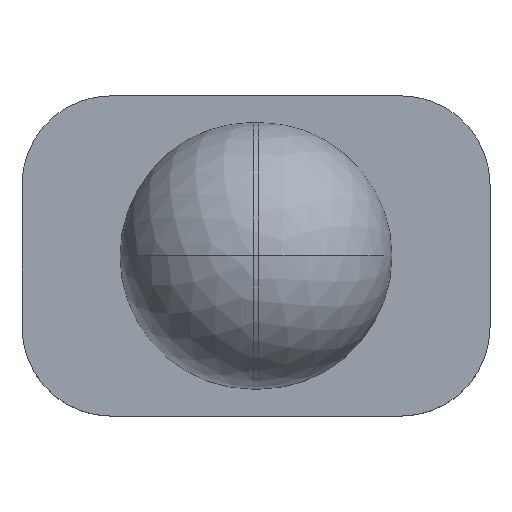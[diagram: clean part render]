
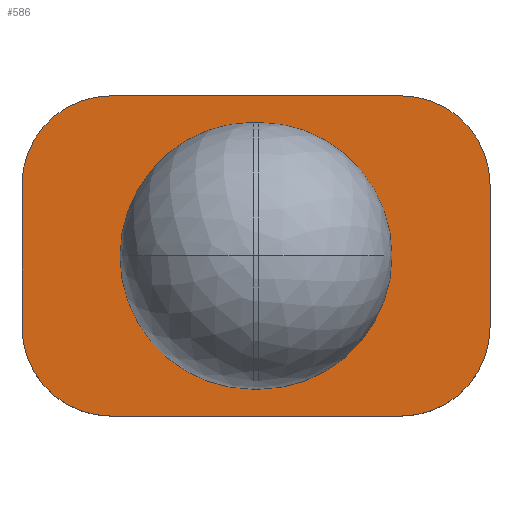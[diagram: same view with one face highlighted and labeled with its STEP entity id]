
A CAD part, top view. The second image highlights one B-rep face of the part: STEP entity #586.
In plain terms, the highlighted planar face has unit normal (0, 0, 1).
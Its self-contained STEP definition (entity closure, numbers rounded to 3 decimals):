
#20=FACE_BOUND('',#130,.T.);
#21=CIRCLE('',#595,2.);
#26=CIRCLE('',#603,2.);
#27=CIRCLE('',#605,2.);
#28=CIRCLE('',#608,2.);
#41=CIRCLE('',#630,3.);
#42=CIRCLE('',#633,3.);
#43=CIRCLE('',#637,3.);
#44=CIRCLE('',#640,3.);
#92=FACE_OUTER_BOUND('',#129,.T.);
#129=EDGE_LOOP('',(#515,#516,#517,#518,#519,#520,#521,#522));
#130=EDGE_LOOP('',(#523,#524,#525,#526,#527,#528,#529,#530));
#153=LINE('',#886,#209);
#159=LINE('',#901,#215);
#172=LINE('',#955,#228);
#175=LINE('',#963,#231);
#178=LINE('',#973,#234);
#180=LINE('',#978,#236);
#185=LINE('',#988,#241);
#186=LINE('',#990,#242);
#209=VECTOR('',#699,10.);
#215=VECTOR('',#715,10.);
#228=VECTOR('',#778,10.);
#231=VECTOR('',#787,10.);
#234=VECTOR('',#798,10.);
#236=VECTOR('',#806,10.);
#241=VECTOR('',#821,10.);
#242=VECTOR('',#824,10.);
#251=VERTEX_POINT('',#854);
#252=VERTEX_POINT('',#855);
#265=VERTEX_POINT('',#885);
#266=VERTEX_POINT('',#889);
#267=VERTEX_POINT('',#893);
#268=VERTEX_POINT('',#894);
#269=VERTEX_POINT('',#899);
#270=VERTEX_POINT('',#903);
#283=VERTEX_POINT('',#947);
#284=VERTEX_POINT('',#949);
#285=VERTEX_POINT('',#953);
#286=VERTEX_POINT('',#957);
#287=VERTEX_POINT('',#961);
#288=VERTEX_POINT('',#966);
#289=VERTEX_POINT('',#968);
#290=VERTEX_POINT('',#972);
#303=EDGE_CURVE('',#251,#252,#21,.T.);
#318=EDGE_CURVE('',#265,#252,#153,.T.);
#320=EDGE_CURVE('',#265,#266,#26,.T.);
#322=EDGE_CURVE('',#267,#268,#27,.T.);
#326=EDGE_CURVE('',#267,#269,#159,.T.);
#327=EDGE_CURVE('',#270,#269,#28,.T.);
#350=EDGE_CURVE('',#283,#284,#41,.F.);
#353=EDGE_CURVE('',#283,#285,#172,.T.);
#355=EDGE_CURVE('',#286,#285,#42,.F.);
#357=EDGE_CURVE('',#286,#287,#175,.T.);
#359=EDGE_CURVE('',#288,#289,#43,.F.);
#361=EDGE_CURVE('',#290,#289,#178,.T.);
#363=EDGE_CURVE('',#290,#287,#44,.F.);
#364=EDGE_CURVE('',#288,#284,#180,.T.);
#369=EDGE_CURVE('',#270,#266,#185,.T.);
#370=EDGE_CURVE('',#251,#268,#186,.T.);
#515=ORIENTED_EDGE('',*,*,#303,.F.);
#516=ORIENTED_EDGE('',*,*,#370,.T.);
#517=ORIENTED_EDGE('',*,*,#322,.F.);
#518=ORIENTED_EDGE('',*,*,#326,.T.);
#519=ORIENTED_EDGE('',*,*,#327,.F.);
#520=ORIENTED_EDGE('',*,*,#369,.T.);
#521=ORIENTED_EDGE('',*,*,#320,.F.);
#522=ORIENTED_EDGE('',*,*,#318,.T.);
#523=ORIENTED_EDGE('',*,*,#361,.T.);
#524=ORIENTED_EDGE('',*,*,#359,.F.);
#525=ORIENTED_EDGE('',*,*,#364,.T.);
#526=ORIENTED_EDGE('',*,*,#350,.F.);
#527=ORIENTED_EDGE('',*,*,#353,.T.);
#528=ORIENTED_EDGE('',*,*,#355,.F.);
#529=ORIENTED_EDGE('',*,*,#357,.T.);
#530=ORIENTED_EDGE('',*,*,#363,.F.);
#550=PLANE('',#648);
#586=ADVANCED_FACE('',(#92,#20),#550,.T.);
#595=AXIS2_PLACEMENT_3D('',#856,#675,#676);
#603=AXIS2_PLACEMENT_3D('',#890,#703,#704);
#605=AXIS2_PLACEMENT_3D('',#895,#708,#709);
#608=AXIS2_PLACEMENT_3D('',#904,#718,#719);
#630=AXIS2_PLACEMENT_3D('',#950,#772,#773);
#633=AXIS2_PLACEMENT_3D('',#959,#782,#783);
#637=AXIS2_PLACEMENT_3D('',#969,#793,#794);
#640=AXIS2_PLACEMENT_3D('',#976,#802,#803);
#648=AXIS2_PLACEMENT_3D('',#991,#825,#826);
#675=DIRECTION('center_axis',(0.,0.,-1.));
#676=DIRECTION('ref_axis',(0.707,0.707,0.));
#699=DIRECTION('',(0.,1.,0.));
#703=DIRECTION('center_axis',(0.,0.,-1.));
#704=DIRECTION('ref_axis',(0.707,-0.707,0.));
#708=DIRECTION('center_axis',(0.,0.,-1.));
#709=DIRECTION('ref_axis',(-0.707,0.707,0.));
#715=DIRECTION('',(0.,-1.,0.));
#718=DIRECTION('center_axis',(0.,0.,-1.));
#719=DIRECTION('ref_axis',(-0.707,-0.707,0.));
#772=DIRECTION('center_axis',(0.,0.,-1.));
#773=DIRECTION('ref_axis',(0.707,0.707,0.));
#778=DIRECTION('',(0.,-1.,0.));
#782=DIRECTION('center_axis',(0.,0.,-1.));
#783=DIRECTION('ref_axis',(0.707,-0.707,0.));
#787=DIRECTION('',(-1.,0.,0.));
#793=DIRECTION('center_axis',(0.,0.,-1.));
#794=DIRECTION('ref_axis',(-0.707,0.707,0.));
#798=DIRECTION('',(0.,1.,0.));
#802=DIRECTION('center_axis',(0.,0.,-1.));
#803=DIRECTION('ref_axis',(-0.707,-0.707,0.));
#806=DIRECTION('',(1.,0.,0.));
#821=DIRECTION('',(1.,0.,0.));
#824=DIRECTION('',(-1.,0.,0.));
#825=DIRECTION('center_axis',(0.,0.,1.));
#826=DIRECTION('ref_axis',(1.,0.,0.));
#854=CARTESIAN_POINT('',(32.233,50.192,7.));
#855=CARTESIAN_POINT('',(34.233,48.192,7.));
#856=CARTESIAN_POINT('Origin',(32.233,48.192,7.));
#885=CARTESIAN_POINT('',(34.233,44.976,7.));
#886=CARTESIAN_POINT('',(34.233,50.192,7.));
#889=CARTESIAN_POINT('',(32.233,42.976,7.));
#890=CARTESIAN_POINT('Origin',(32.233,44.976,7.));
#893=CARTESIAN_POINT('',(23.685,48.192,7.));
#894=CARTESIAN_POINT('',(25.685,50.192,7.));
#895=CARTESIAN_POINT('Origin',(25.685,48.192,7.));
#899=CARTESIAN_POINT('',(23.685,44.976,7.));
#901=CARTESIAN_POINT('',(23.685,42.976,7.));
#903=CARTESIAN_POINT('',(25.685,42.976,7.));
#904=CARTESIAN_POINT('Origin',(25.685,44.976,7.));
#947=CARTESIAN_POINT('',(32.023,46.587,7.));
#949=CARTESIAN_POINT('',(29.023,49.587,7.));
#950=CARTESIAN_POINT('Origin',(29.023,46.587,7.));
#953=CARTESIAN_POINT('',(32.023,46.58,7.));
#955=CARTESIAN_POINT('',(32.023,45.082,7.));
#957=CARTESIAN_POINT('',(29.023,43.58,7.));
#959=CARTESIAN_POINT('Origin',(29.023,46.58,7.));
#961=CARTESIAN_POINT('',(28.895,43.58,7.));
#963=CARTESIAN_POINT('',(27.427,43.58,7.));
#966=CARTESIAN_POINT('',(28.895,49.587,7.));
#968=CARTESIAN_POINT('',(25.895,46.587,7.));
#969=CARTESIAN_POINT('Origin',(28.895,46.587,7.));
#972=CARTESIAN_POINT('',(25.895,46.58,7.));
#973=CARTESIAN_POINT('',(25.895,48.086,7.));
#976=CARTESIAN_POINT('Origin',(28.895,46.58,7.));
#978=CARTESIAN_POINT('',(30.491,49.587,7.));
#988=CARTESIAN_POINT('',(36.183,42.976,7.));
#990=CARTESIAN_POINT('',(23.685,50.192,7.));
#991=CARTESIAN_POINT('Origin',(28.959,46.584,7.));
